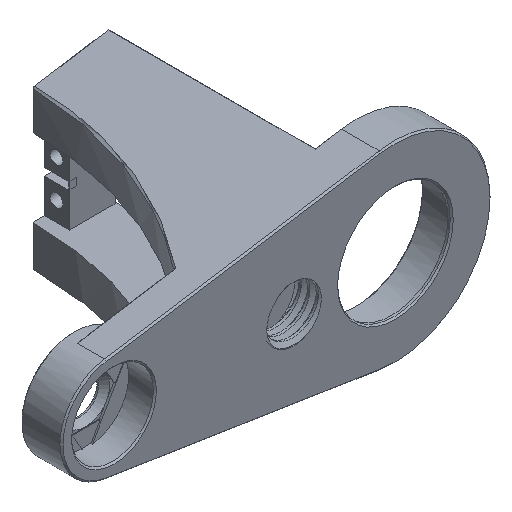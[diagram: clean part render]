
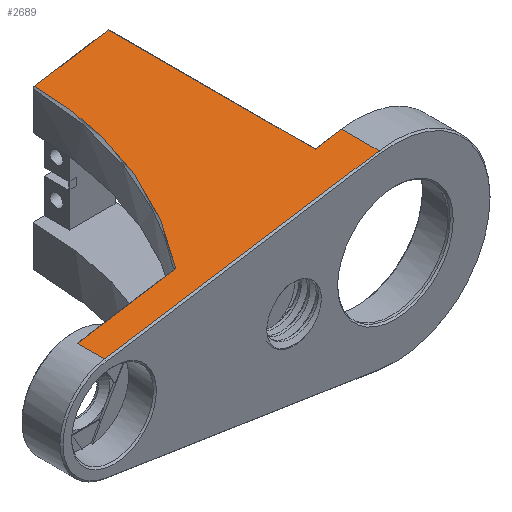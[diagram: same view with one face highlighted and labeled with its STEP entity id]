
A CAD part, isometric view. The second image highlights one B-rep face of the part: STEP entity #2689.
In plain terms, the highlighted planar face has unit normal (-0.155, 0, 0.988).
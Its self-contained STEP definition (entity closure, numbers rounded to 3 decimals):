
#77=PLANE('',#2893);
#227=FACE_OUTER_BOUND('',#400,.T.);
#400=EDGE_LOOP('',(#2040,#2041,#2042,#2043,#2044,#2045,#2046,#2047));
#639=B_SPLINE_CURVE_WITH_KNOTS('',3,(#5531,#5532,#5533,#5534,#5535),
 .UNSPECIFIED.,.F.,.F.,(4,1,4),(-0.663,-0.29,-0.01),
 .UNSPECIFIED.);
#667=LINE('',#5017,#942);
#710=LINE('',#5512,#985);
#714=LINE('',#5523,#989);
#715=LINE('',#5525,#990);
#716=LINE('',#5527,#991);
#717=LINE('',#5529,#992);
#718=LINE('',#5536,#993);
#942=VECTOR('',#3123,10.);
#985=VECTOR('',#3266,10.);
#989=VECTOR('',#3280,10.);
#990=VECTOR('',#3281,10.);
#991=VECTOR('',#3282,10.);
#992=VECTOR('',#3283,10.);
#993=VECTOR('',#3284,10.);
#1234=VERTEX_POINT('',#5014);
#1235=VERTEX_POINT('',#5016);
#1296=VERTEX_POINT('',#5510);
#1298=VERTEX_POINT('',#5522);
#1299=VERTEX_POINT('',#5524);
#1300=VERTEX_POINT('',#5526);
#1301=VERTEX_POINT('',#5528);
#1302=VERTEX_POINT('',#5530);
#1485=EDGE_CURVE('',#1235,#1234,#667,.T.);
#1566=EDGE_CURVE('',#1296,#1234,#710,.T.);
#1571=EDGE_CURVE('',#1296,#1298,#714,.T.);
#1572=EDGE_CURVE('',#1299,#1298,#715,.T.);
#1573=EDGE_CURVE('',#1300,#1299,#716,.T.);
#1574=EDGE_CURVE('',#1301,#1300,#717,.T.);
#1575=EDGE_CURVE('',#1302,#1301,#639,.T.);
#1576=EDGE_CURVE('',#1235,#1302,#718,.T.);
#2040=ORIENTED_EDGE('',*,*,#1566,.F.);
#2041=ORIENTED_EDGE('',*,*,#1571,.T.);
#2042=ORIENTED_EDGE('',*,*,#1572,.F.);
#2043=ORIENTED_EDGE('',*,*,#1573,.F.);
#2044=ORIENTED_EDGE('',*,*,#1574,.F.);
#2045=ORIENTED_EDGE('',*,*,#1575,.F.);
#2046=ORIENTED_EDGE('',*,*,#1576,.F.);
#2047=ORIENTED_EDGE('',*,*,#1485,.T.);
#2689=ADVANCED_FACE('',(#227),#77,.T.);
#2893=AXIS2_PLACEMENT_3D('',#5521,#3278,#3279);
#3123=DIRECTION('',(0.,-1.,0.));
#3266=DIRECTION('',(-0.988,0.,-0.155));
#3278=DIRECTION('center_axis',(-0.155,0.,0.988));
#3279=DIRECTION('ref_axis',(0.988,0.,0.155));
#3280=DIRECTION('',(0.,1.,0.));
#3281=DIRECTION('',(0.988,0.,0.155));
#3282=DIRECTION('',(0.,-1.,0.));
#3283=DIRECTION('',(0.988,0.,0.155));
#3284=DIRECTION('',(0.988,0.,0.155));
#5014=CARTESIAN_POINT('',(-2.165,-0.6,13.832));
#5016=CARTESIAN_POINT('',(-2.165,6.6,13.832));
#5017=CARTESIAN_POINT('',(-2.165,0.,13.832));
#5510=CARTESIAN_POINT('',(71.041,-0.6,25.292));
#5512=CARTESIAN_POINT('',(18.967,-0.6,17.14));
#5521=CARTESIAN_POINT('Origin',(-2.165,0.,13.832));
#5522=CARTESIAN_POINT('',(71.041,9.4,25.292));
#5523=CARTESIAN_POINT('',(71.041,0.,25.292));
#5524=CARTESIAN_POINT('',(63.99,9.4,24.188));
#5525=CARTESIAN_POINT('',(18.967,9.4,17.14));
#5526=CARTESIAN_POINT('',(63.99,64.4,24.188));
#5527=CARTESIAN_POINT('',(63.99,4.9,24.188));
#5528=CARTESIAN_POINT('',(44.277,64.4,21.102));
#5529=CARTESIAN_POINT('',(24.255,64.4,17.968));
#5530=CARTESIAN_POINT('',(24.077,6.6,17.94));
#5531=CARTESIAN_POINT('Ctrl Pts',(24.077,6.6,17.94));
#5532=CARTESIAN_POINT('Ctrl Pts',(31.383,15.958,19.083));
#5533=CARTESIAN_POINT('Ctrl Pts',(41.07,34.745,20.6));
#5534=CARTESIAN_POINT('Ctrl Pts',(44.192,55.496,21.089));
#5535=CARTESIAN_POINT('Ctrl Pts',(44.277,64.4,21.102));
#5536=CARTESIAN_POINT('',(5.859,6.6,15.088));
